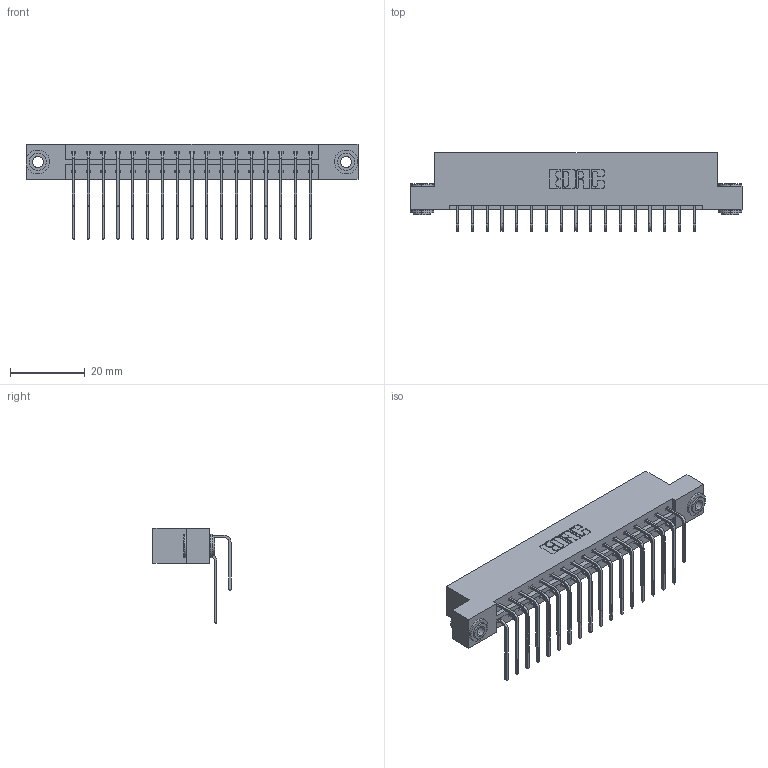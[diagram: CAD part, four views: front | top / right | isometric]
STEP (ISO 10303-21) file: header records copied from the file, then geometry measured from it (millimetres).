
FILE_DESCRIPTION (( 'STEP AP203' ), '1' );
FILE_NAME ('833-034-559-203.STEP', '2020-06-02T23:39:02', ( '' ), ( '' ), 'SwSTEP 2.0', 'SolidWorks 2020', '' );
FILE_SCHEMA (( 'CONFIG_CONTROL_DESIGN' ));
Length unit declared in the file: inch
Products named in the file (5): 345-292-001_559 Tail - 2; 345-250-002_345-250-002-102; 833 Part_Flush - .156 Dia - TH; 345-292-001_558 559 Tail - 1; 833-034-559-203
Assembly tree (37 placements, depth 2):
  833-034-559-203
    833 Part_Flush - .156 Dia - TH
    345-292-001_558 559 Tail - 1  x17
    345-292-001_559 Tail - 2  x17
    345-250-002_345-250-002-102  x2
Bounding box: 88.9 x 20.9 x 25.53 mm (x, y, z)
Volume: 9057.9 mm3; surface area: 11637.9 mm2
Topology: 37 solids, 37 shells, 1988 faces, 5861 edges, 3858 vertices
Faces by surface type: plane 1372, cylinder 608, cone 8
Entity records: 16604 total; most frequent: CARTESIAN_POINT 2808, ORIENTED_EDGE 2686, DIRECTION 2457, EDGE_CURVE 1343, LINE 1151, VECTOR 1151, VERTEX_POINT 890, AXIS2_PLACEMENT_3D 653
